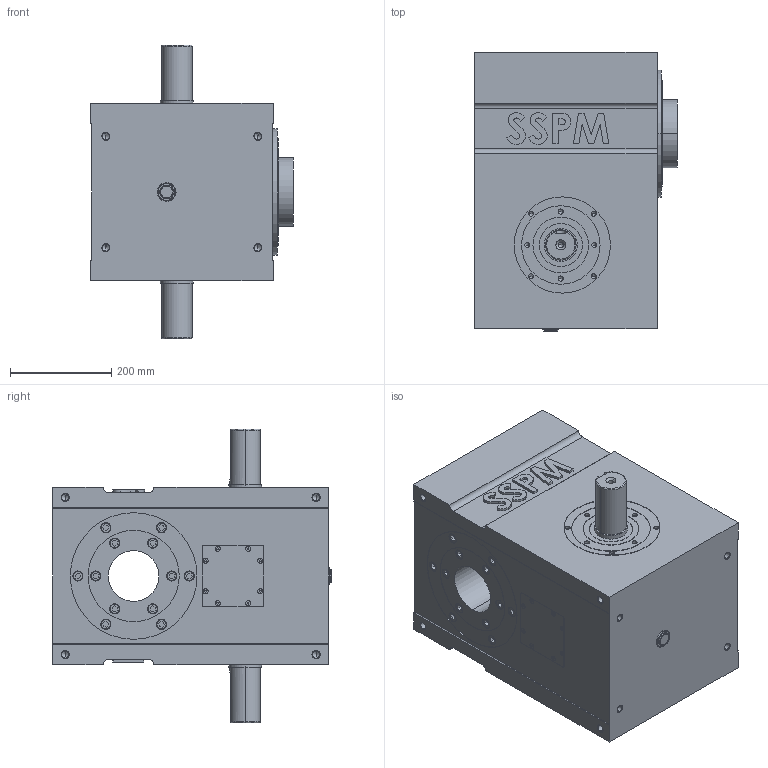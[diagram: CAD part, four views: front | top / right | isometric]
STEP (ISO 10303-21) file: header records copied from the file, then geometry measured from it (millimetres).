
FILE_DESCRIPTION (( 'STEP AP203' ), '1' );
FILE_NAME ('22DH標準外型圖.STEP', '2025-06-20T00:43:43', ( '' ), ( '' ), 'SwSTEP 2.0', 'SolidWorks 2018', '' );
FILE_SCHEMA (( 'CONFIG_CONTROL_DESIGN' ));
Length unit declared in the file: millimetre
Products named in the file (1): 22DH標準外型圖
Bounding box: 400 x 550.4 x 580 mm (x, y, z)
Volume: 65559893 mm3; surface area: 1287497.6 mm2
Topology: 1 solids, 1 shells, 766 faces, 1864 edges, 1164 vertices
Faces by surface type: plane 372, cylinder 217, cone 112, bspline 55, torus 10
Entity records: 25915 total; most frequent: CARTESIAN_POINT 8193, DIRECTION 3592, ORIENTED_EDGE 3584, EDGE_CURVE 1792, AXIS2_PLACEMENT_3D 1215, VERTEX_POINT 1164, VECTOR 1162, LINE 1162
